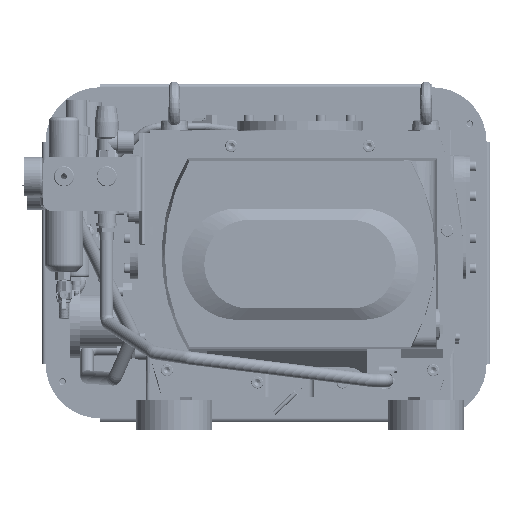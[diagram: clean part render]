
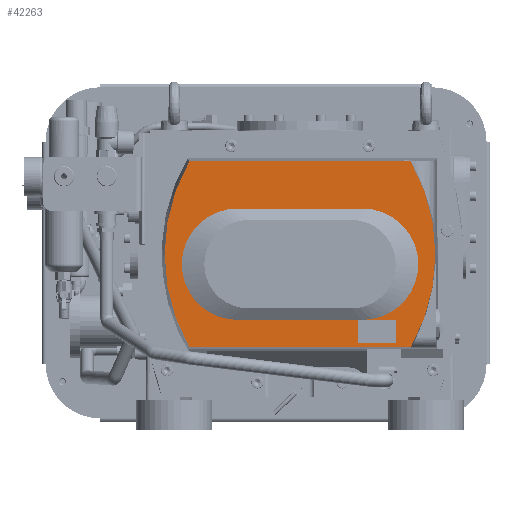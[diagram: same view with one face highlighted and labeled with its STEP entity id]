
A CAD part, front view. The second image highlights one B-rep face of the part: STEP entity #42263.
In plain terms, the highlighted planar face has unit normal (0, -1, 0).
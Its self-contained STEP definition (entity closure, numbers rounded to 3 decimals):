
#42263=ADVANCED_FACE('',(#69376,#69378),#69380,.T.);
#69376=FACE_BOUND('',#69377,.T.);
#69377=EDGE_LOOP('',(#125591,#125592,#125593,#125594));
#69378=FACE_BOUND('',#69379,.T.);
#69379=EDGE_LOOP('',(#125595,#125596,#125597,#125598,#125599,#125600,#125601,#125602));
#69380=PLANE('',#69381);
#69381=AXIS2_PLACEMENT_3D('',#69382,#69383,#69384);
#69382=CARTESIAN_POINT('',(-0.024,-291.,-61.66));
#69383=DIRECTION('',(0.,-1.,0.));
#69384=DIRECTION('',(1.,0.,0.));
#125591=ORIENTED_EDGE('',*,*,#149491,.T.);
#125592=ORIENTED_EDGE('',*,*,#149492,.T.);
#125593=ORIENTED_EDGE('',*,*,#149493,.T.);
#125594=ORIENTED_EDGE('',*,*,#149494,.T.);
#125595=ORIENTED_EDGE('',*,*,#149495,.T.);
#125596=ORIENTED_EDGE('',*,*,#149496,.T.);
#125597=ORIENTED_EDGE('',*,*,#149497,.T.);
#125598=ORIENTED_EDGE('',*,*,#149498,.T.);
#125599=ORIENTED_EDGE('',*,*,#149499,.T.);
#125600=ORIENTED_EDGE('',*,*,#149500,.T.);
#125601=ORIENTED_EDGE('',*,*,#149501,.T.);
#125602=ORIENTED_EDGE('',*,*,#149502,.T.);
#149491=EDGE_CURVE('',#173348,#173349,#173350,.T.);
#149492=EDGE_CURVE('',#173349,#173351,#173352,.T.);
#149493=EDGE_CURVE('',#173351,#173353,#173354,.T.);
#149494=EDGE_CURVE('',#173353,#173348,#173355,.T.);
#149495=EDGE_CURVE('',#173356,#173357,#173358,.T.);
#149496=EDGE_CURVE('',#173357,#173359,#173360,.T.);
#149497=EDGE_CURVE('',#173359,#173361,#173362,.T.);
#149498=EDGE_CURVE('',#173361,#173363,#173364,.T.);
#149499=EDGE_CURVE('',#173363,#173365,#173366,.T.);
#149500=EDGE_CURVE('',#173365,#173367,#173368,.T.);
#149501=EDGE_CURVE('',#173367,#173369,#173370,.T.);
#149502=EDGE_CURVE('',#173369,#173356,#173371,.T.);
#173348=VERTEX_POINT('',#221290);
#173349=VERTEX_POINT('',#221291);
#173350=CIRCLE('',#221292,245.235);
#173351=VERTEX_POINT('',#221296);
#173352=LINE('',#221297,#221298);
#173353=VERTEX_POINT('',#221300);
#173354=CIRCLE('',#221301,245.235);
#173355=LINE('',#221305,#221306);
#173356=VERTEX_POINT('',#221308);
#173357=VERTEX_POINT('',#221309);
#173358=LINE('',#221310,#221311);
#173359=VERTEX_POINT('',#221313);
#173360=LINE('',#221314,#221315);
#173361=VERTEX_POINT('',#221317);
#173362=LINE('',#221318,#221319);
#173363=VERTEX_POINT('',#221321);
#173364=LINE('',#221322,#221323);
#173365=VERTEX_POINT('',#221325);
#173366=CIRCLE('',#221326,73.);
#173367=VERTEX_POINT('',#221330);
#173368=LINE('',#221331,#221332);
#173369=VERTEX_POINT('',#221334);
#173370=CIRCLE('',#221335,73.);
#173371=LINE('',#221339,#221340);
#221290=CARTESIAN_POINT('',(144.976,-291.,-170.66));
#221291=CARTESIAN_POINT('',(144.976,-291.,73.34));
#221292=AXIS2_PLACEMENT_3D('',#221293,#221294,#221295);
#221293=CARTESIAN_POINT('',(-67.758,-291.,-48.66));
#221294=DIRECTION('',(0.,-1.,0.));
#221295=DIRECTION('',(0.867,0.,-0.497));
#221296=CARTESIAN_POINT('',(-145.024,-291.,73.34));
#221297=CARTESIAN_POINT('',(144.976,-291.,73.34));
#221298=VECTOR('',#221299,1.);
#221299=DIRECTION('',(-1.,0.,0.));
#221300=CARTESIAN_POINT('',(-145.024,-291.,-170.66));
#221301=AXIS2_PLACEMENT_3D('',#221302,#221303,#221304);
#221302=CARTESIAN_POINT('',(67.711,-291.,-48.66));
#221303=DIRECTION('',(0.,-1.,0.));
#221304=DIRECTION('',(-0.867,0.,0.497));
#221305=CARTESIAN_POINT('',(-145.024,-291.,-170.66));
#221306=VECTOR('',#221307,1.);
#221307=DIRECTION('',(1.,0.,0.));
#221308=CARTESIAN_POINT('',(125.476,-291.,-134.66));
#221309=CARTESIAN_POINT('',(125.476,-291.,-164.66));
#221310=CARTESIAN_POINT('',(125.476,-291.,-134.66));
#221311=VECTOR('',#221312,1.);
#221312=DIRECTION('',(0.,0.,-1.));
#221313=CARTESIAN_POINT('',(75.476,-291.,-164.66));
#221314=CARTESIAN_POINT('',(125.476,-291.,-164.66));
#221315=VECTOR('',#221316,1.);
#221316=DIRECTION('',(-1.,0.,0.));
#221317=CARTESIAN_POINT('',(75.476,-291.,-134.66));
#221318=CARTESIAN_POINT('',(75.476,-291.,-164.66));
#221319=VECTOR('',#221320,1.);
#221320=DIRECTION('',(0.,0.,1.));
#221321=CARTESIAN_POINT('',(-82.024,-291.,-134.66));
#221322=CARTESIAN_POINT('',(75.476,-291.,-134.66));
#221323=VECTOR('',#221324,1.);
#221324=DIRECTION('',(-1.,0.,0.));
#221325=CARTESIAN_POINT('',(-82.024,-291.,11.34));
#221326=AXIS2_PLACEMENT_3D('',#221327,#221328,#221329);
#221327=CARTESIAN_POINT('',(-82.024,-291.,-61.66));
#221328=DIRECTION('',(0.,1.,0.));
#221329=DIRECTION('',(0.,0.,-1.));
#221330=CARTESIAN_POINT('',(81.976,-291.,11.34));
#221331=CARTESIAN_POINT('',(-82.024,-291.,11.34));
#221332=VECTOR('',#221333,1.);
#221333=DIRECTION('',(1.,0.,0.));
#221334=CARTESIAN_POINT('',(81.976,-291.,-134.66));
#221335=AXIS2_PLACEMENT_3D('',#221336,#221337,#221338);
#221336=CARTESIAN_POINT('',(81.976,-291.,-61.66));
#221337=DIRECTION('',(0.,1.,0.));
#221338=DIRECTION('',(0.,0.,1.));
#221339=CARTESIAN_POINT('',(81.976,-291.,-134.66));
#221340=VECTOR('',#221341,1.);
#221341=DIRECTION('',(1.,0.,0.));
